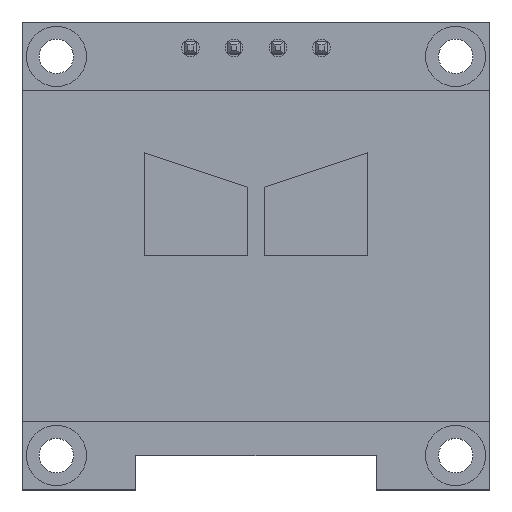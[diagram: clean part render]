
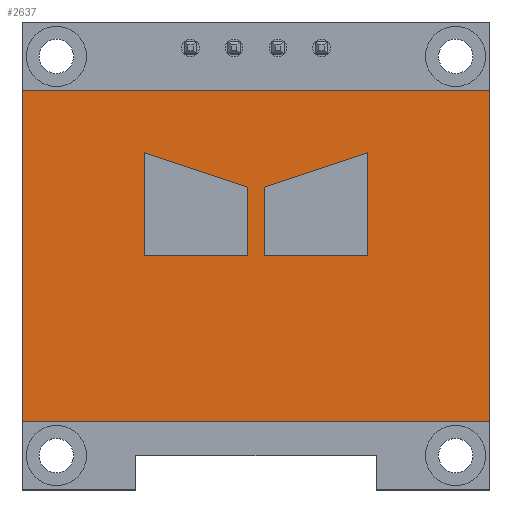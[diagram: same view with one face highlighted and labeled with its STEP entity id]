
A CAD part, top view. The second image highlights one B-rep face of the part: STEP entity #2637.
In plain terms, the highlighted planar face has unit normal (0, 0, 1).
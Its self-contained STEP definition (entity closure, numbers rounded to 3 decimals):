
#87=LINE('',#3814,#403);
#91=LINE('',#3822,#407);
#94=LINE('',#3828,#410);
#97=LINE('',#3833,#413);
#99=LINE('',#3839,#415);
#103=LINE('',#3847,#419);
#106=LINE('',#3853,#422);
#109=LINE('',#3858,#425);
#113=LINE('',#3868,#429);
#116=LINE('',#3874,#432);
#119=LINE('',#3880,#435);
#122=LINE('',#3884,#438);
#403=VECTOR('',#3126,6.);
#407=VECTOR('',#3132,4.);
#410=VECTOR('',#3137,6.325);
#413=VECTOR('',#3142,6.);
#415=VECTOR('',#3148,6.325);
#419=VECTOR('',#3154,4.);
#422=VECTOR('',#3159,6.);
#425=VECTOR('',#3164,6.);
#429=VECTOR('',#3172,19.26);
#432=VECTOR('',#3177,27.2);
#435=VECTOR('',#3182,19.26);
#438=VECTOR('',#3187,27.2);
#727=PLANE('',#2852);
#881=FACE_BOUND('',#1142,.T.);
#882=FACE_BOUND('',#1143,.T.);
#939=FACE_OUTER_BOUND('',#1141,.T.);
#1141=EDGE_LOOP('',(#2045,#2046,#2047,#2048));
#1142=EDGE_LOOP('',(#2049,#2050,#2051,#2052));
#1143=EDGE_LOOP('',(#2053,#2054,#2055,#2056));
#1345=VERTEX_POINT('',#3812);
#1346=VERTEX_POINT('',#3813);
#1349=VERTEX_POINT('',#3821);
#1351=VERTEX_POINT('',#3827);
#1353=VERTEX_POINT('',#3837);
#1354=VERTEX_POINT('',#3838);
#1357=VERTEX_POINT('',#3846);
#1359=VERTEX_POINT('',#3852);
#1363=VERTEX_POINT('',#3865);
#1364=VERTEX_POINT('',#3867);
#1366=VERTEX_POINT('',#3873);
#1368=VERTEX_POINT('',#3879);
#1585=EDGE_CURVE('',#1345,#1346,#87,.T.);
#1589=EDGE_CURVE('',#1349,#1345,#91,.T.);
#1592=EDGE_CURVE('',#1351,#1349,#94,.T.);
#1595=EDGE_CURVE('',#1346,#1351,#97,.T.);
#1597=EDGE_CURVE('',#1353,#1354,#99,.T.);
#1601=EDGE_CURVE('',#1357,#1353,#103,.T.);
#1604=EDGE_CURVE('',#1359,#1357,#106,.T.);
#1607=EDGE_CURVE('',#1354,#1359,#109,.T.);
#1611=EDGE_CURVE('',#1364,#1363,#113,.T.);
#1614=EDGE_CURVE('',#1366,#1364,#116,.T.);
#1617=EDGE_CURVE('',#1368,#1366,#119,.T.);
#1620=EDGE_CURVE('',#1363,#1368,#122,.T.);
#2045=ORIENTED_EDGE('',*,*,#1620,.T.);
#2046=ORIENTED_EDGE('',*,*,#1617,.T.);
#2047=ORIENTED_EDGE('',*,*,#1614,.T.);
#2048=ORIENTED_EDGE('',*,*,#1611,.T.);
#2049=ORIENTED_EDGE('',*,*,#1585,.T.);
#2050=ORIENTED_EDGE('',*,*,#1595,.T.);
#2051=ORIENTED_EDGE('',*,*,#1592,.T.);
#2052=ORIENTED_EDGE('',*,*,#1589,.T.);
#2053=ORIENTED_EDGE('',*,*,#1597,.T.);
#2054=ORIENTED_EDGE('',*,*,#1607,.T.);
#2055=ORIENTED_EDGE('',*,*,#1604,.T.);
#2056=ORIENTED_EDGE('',*,*,#1601,.T.);
#2637=ADVANCED_FACE('',(#939,#881,#882),#727,.T.);
#2852=AXIS2_PLACEMENT_3D('',#3885,#3188,#3189);
#3126=DIRECTION('',(-1.,0.,0.));
#3132=DIRECTION('',(0.,-1.,0.));
#3137=DIRECTION('',(0.949,-0.316,0.));
#3142=DIRECTION('',(0.,1.,0.));
#3148=DIRECTION('',(0.949,0.316,0.));
#3154=DIRECTION('',(0.,1.,0.));
#3159=DIRECTION('',(-1.,0.,0.));
#3164=DIRECTION('',(0.,-1.,0.));
#3172=DIRECTION('',(0.,1.,0.));
#3177=DIRECTION('',(1.,0.,0.));
#3182=DIRECTION('',(0.,-1.,0.));
#3187=DIRECTION('',(-1.,0.,0.));
#3188=DIRECTION('center_axis',(0.,0.,1.));
#3189=DIRECTION('ref_axis',(1.,0.,0.));
#3812=CARTESIAN_POINT('',(-0.5,0.,3.));
#3813=CARTESIAN_POINT('',(-6.5,0.,3.));
#3814=CARTESIAN_POINT('',(-0.25,0.,3.));
#3821=CARTESIAN_POINT('',(-0.5,4.,3.));
#3822=CARTESIAN_POINT('',(-0.5,2.,3.));
#3827=CARTESIAN_POINT('',(-6.5,6.,3.));
#3828=CARTESIAN_POINT('',(-2.675,4.725,3.));
#3833=CARTESIAN_POINT('',(-6.5,0.,3.));
#3837=CARTESIAN_POINT('',(0.5,4.,3.));
#3838=CARTESIAN_POINT('',(6.5,6.,3.));
#3839=CARTESIAN_POINT('',(-0.325,3.725,3.));
#3846=CARTESIAN_POINT('',(0.5,0.,3.));
#3847=CARTESIAN_POINT('',(0.5,0.,3.));
#3852=CARTESIAN_POINT('',(6.5,0.,3.));
#3853=CARTESIAN_POINT('',(3.25,0.,3.));
#3858=CARTESIAN_POINT('',(6.5,3.,3.));
#3865=CARTESIAN_POINT('',(13.6,9.63,3.));
#3867=CARTESIAN_POINT('',(13.6,-9.63,3.));
#3868=CARTESIAN_POINT('',(13.6,9.63,3.));
#3873=CARTESIAN_POINT('',(-13.6,-9.63,3.));
#3874=CARTESIAN_POINT('',(13.6,-9.63,3.));
#3879=CARTESIAN_POINT('',(-13.6,9.63,3.));
#3880=CARTESIAN_POINT('',(-13.6,-9.63,3.));
#3884=CARTESIAN_POINT('',(-13.6,9.63,3.));
#3885=CARTESIAN_POINT('Origin',(0.,0.,3.));
